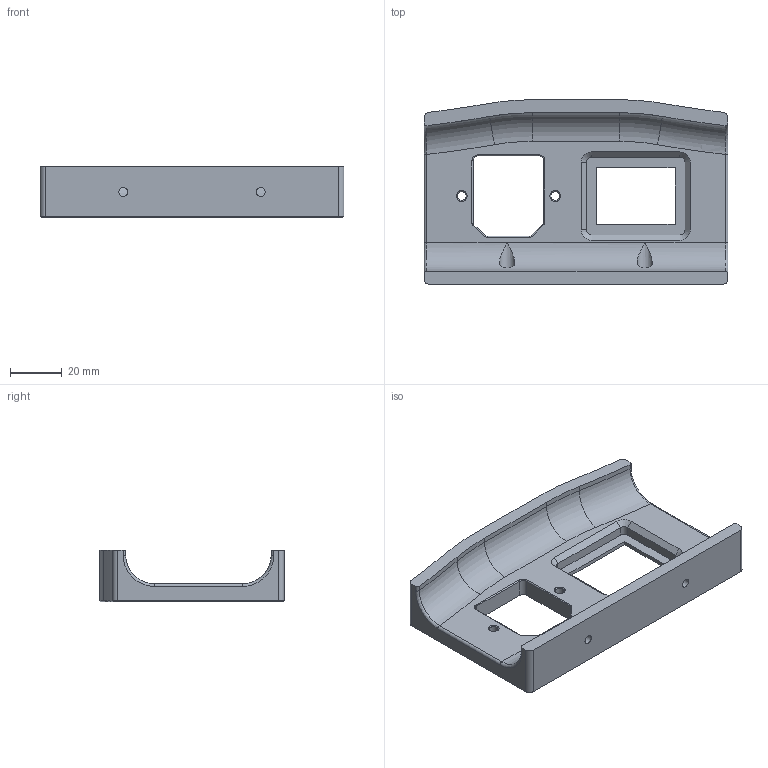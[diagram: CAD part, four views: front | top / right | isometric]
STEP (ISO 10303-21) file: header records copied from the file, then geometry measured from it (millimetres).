
FILE_DESCRIPTION(/* description */ (''),/* implementation_level */ '2;1');
FILE_NAME(/* name */ 'Plug Panel.step',/* time_stamp */ '2021-10-05T14:25:40+02:00',/* author */ (''),/* organization */ (''),/* preprocessor_version */ 'ST-DEVELOPER v18.1',/* originating_system */ 'Autodesk Translation Framework v10.10.0.1391',/* authorisation */ '');
FILE_SCHEMA (('AUTOMOTIVE_DESIGN { 1 0 10303 214 3 1 1 }'));
Length unit declared in the file: millimetre
Products named in the file (1): Plug Panel
Bounding box: 117 x 71 x 20 mm (x, y, z)
Volume: 64363.7 mm3; surface area: 22807.3 mm2
Topology: 1 solids, 1 shells, 109 faces, 264 edges, 160 vertices
Faces by surface type: cylinder 44, plane 37, cone 14, torus 12, bspline 2
Full cylindrical faces by diameter (mm): 3.4 x4, 4.3 x2, 6 x2
Entity records: 3413 total; most frequent: CARTESIAN_POINT 748, DIRECTION 586, ORIENTED_EDGE 528, EDGE_CURVE 264, AXIS2_PLACEMENT_3D 222, VERTEX_POINT 160, LINE 142, VECTOR 142
